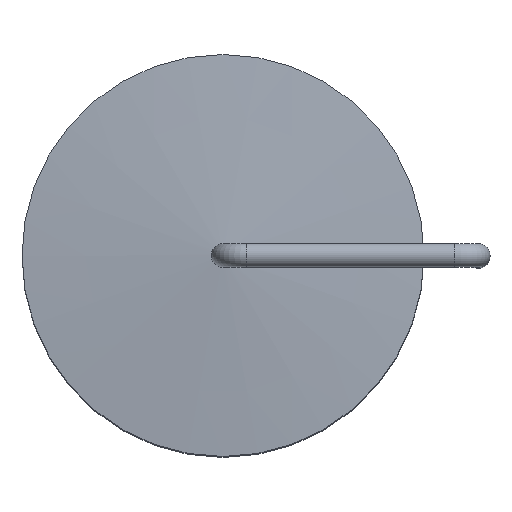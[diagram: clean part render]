
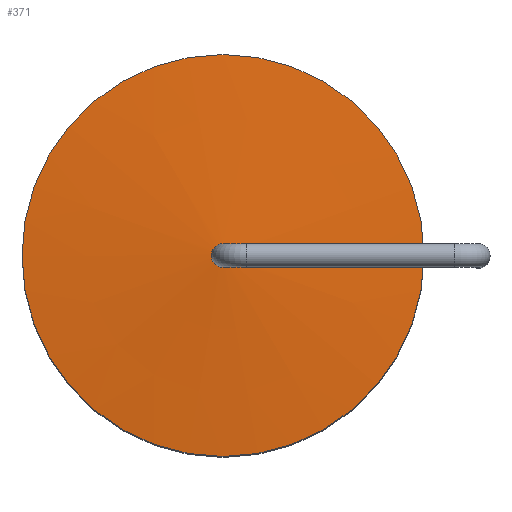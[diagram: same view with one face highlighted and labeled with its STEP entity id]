
A CAD part, top view. The second image highlights one B-rep face of the part: STEP entity #371.
In plain terms, the highlighted conical face has half-angle 85.639 degrees and reference radius 0.263 mm.
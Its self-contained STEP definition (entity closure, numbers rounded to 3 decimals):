
#26=DIRECTION('',(0.,0.,1.));
#48=DIRECTION('',(0.,-1.,0.));
#68=DIRECTION('',(0.,0.,-1.));
#356=VERTEX_POINT('',#357);
#357=CARTESIAN_POINT('',(6.,0.,17.163));
#361=ORIENTED_EDGE('',*,*,#362,.F.);
#362=EDGE_CURVE('',#356,#356,#363,.T.);
#363=CIRCLE('',#364,6.);
#364=AXIS2_PLACEMENT_3D('',#365,#366,#367);
#365=CARTESIAN_POINT('',(0.,0.,17.163));
#366=DIRECTION('',(0.,0.,-1.));
#367=DIRECTION('',(1.,0.,0.));
#371=ADVANCED_FACE('',(#372),#388,.T.);
#372=FACE_BOUND('',#373,.T.);
#373=EDGE_LOOP('',(#374,#381,#361,#387));
#374=ORIENTED_EDGE('',*,*,#375,.F.);
#375=EDGE_CURVE('',#376,#376,#378,.T.);
#376=VERTEX_POINT('',#377);
#377=CARTESIAN_POINT('',(0.35,0.,17.593));
#378=CIRCLE('',#379,0.35);
#379=AXIS2_PLACEMENT_3D('',#380,#26,#48);
#380=CARTESIAN_POINT('',(0.,0.,17.593));
#381=ORIENTED_EDGE('',*,*,#382,.T.);
#382=EDGE_CURVE('',#376,#356,#383,.T.);
#383=LINE('',#384,#385);
#384=CARTESIAN_POINT('',(0.263,0.,17.6));
#385=VECTOR('',#386,1.);
#386=DIRECTION('',(0.997,0.,-0.076));
#387=ORIENTED_EDGE('',*,*,#382,.F.);
#388=CONICAL_SURFACE('',#389,0.263,1.495);
#389=AXIS2_PLACEMENT_3D('',#390,#68,#391);
#390=CARTESIAN_POINT('',(0.,0.,17.6));
#391=DIRECTION('',(1.,0.,0.));
